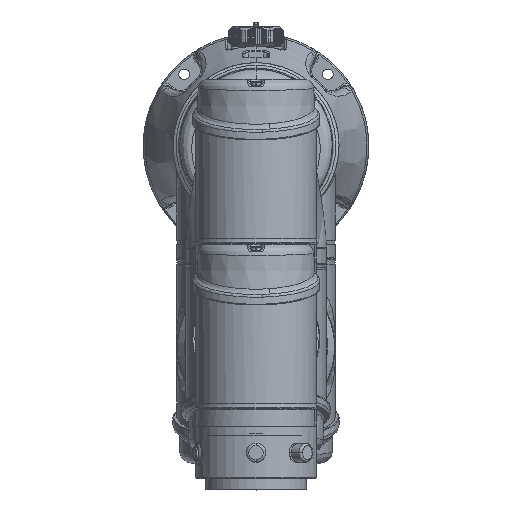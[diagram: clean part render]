
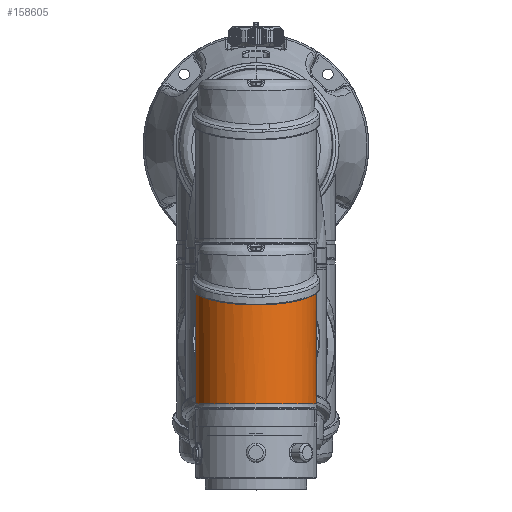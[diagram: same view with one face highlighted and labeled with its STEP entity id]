
A CAD part, top view. The second image highlights one B-rep face of the part: STEP entity #158605.
In plain terms, the highlighted cylindrical face has radius 37.5 mm (diameter 75 mm), a partial arc.
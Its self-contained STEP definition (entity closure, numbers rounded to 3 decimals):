
#1178 = CARTESIAN_POINT ( 'NONE',  ( -37.5, 0., 75.106 ) ) ;
#7918 = VECTOR ( 'NONE', #129300, 1000. ) ;
#12937 = FACE_OUTER_BOUND ( 'NONE', #144113, .T. ) ;
#22638 = LINE ( 'NONE', #68721, #48925 ) ;
#23697 = LINE ( 'NONE', #24536, #137324 ) ;
#24536 = CARTESIAN_POINT ( 'NONE',  ( -37.5, 0., 0. ) ) ;
#24961 = ORIENTED_EDGE ( 'NONE', *, *, #148531, .F. ) ;
#25764 = VERTEX_POINT ( 'NONE', #150356 ) ;
#27011 = VERTEX_POINT ( 'NONE', #46819 ) ;
#28356 = CARTESIAN_POINT ( 'NONE',  ( 37.5, 0., 3.5 ) ) ;
#34486 = CARTESIAN_POINT ( 'NONE',  ( 37.5, 0., 0. ) ) ;
#41529 = CARTESIAN_POINT ( 'NONE',  ( 0., 0., 3.5 ) ) ;
#46819 = CARTESIAN_POINT ( 'NONE',  ( 37.5, 0., 44. ) ) ;
#48925 = VECTOR ( 'NONE', #57406, 1000. ) ;
#50994 = ORIENTED_EDGE ( 'NONE', *, *, #158894, .T. ) ;
#52044 = CARTESIAN_POINT ( 'NONE',  ( 37.5, -75., 55.01 ) ) ;
#54872 = DIRECTION ( 'NONE',  ( 0., 0., 1. ) ) ;
#57406 = DIRECTION ( 'NONE',  ( 0., 0., 1. ) ) ;
#62559 = ORIENTED_EDGE ( 'NONE', *, *, #67528, .F. ) ;
#65098 = EDGE_CURVE ( 'NONE', #109149, #27011, #22638, .T. ) ;
#67528 = EDGE_CURVE ( 'NONE', #92282, #150319, #78449, .T. ) ;
#68469 = CARTESIAN_POINT ( 'NONE',  ( -37.5, 0., 75.106 ) ) ;
#68721 = CARTESIAN_POINT ( 'NONE',  ( 37.5, 0., 0. ) ) ;
#70882 = EDGE_CURVE ( '��������1_141+��������1_144+��������1_14?�A', #109149, #25764, #114625, .T. ) ;
#75394 = CARTESIAN_POINT ( 'NONE',  ( -37.5, -75., 55.01 ) ) ;
#77506 = CYLINDRICAL_SURFACE ( 'NONE', #119574, 37.5 ) ;
#78449 = LINE ( 'NONE', #142218, #7918 ) ;
#84395 = CARTESIAN_POINT ( 'NONE',  ( 37.5, 0., 75.106 ) ) ;
#87528 = EDGE_CURVE ( '��������1_27+��������1_144+��������1_14', #150319, #138555, #97694, .T. ) ;
#90439 = CARTESIAN_POINT ( 'NONE',  ( 0., 0., 0. ) ) ;
#92282 = VERTEX_POINT ( 'NONE', #145423 ) ;
#92330 = DIRECTION ( 'NONE',  ( 1., 0., 0. ) ) ;
#92792 = DIRECTION ( 'NONE',  ( -1., 0., 0. ) ) ;
#96516 = VECTOR ( 'NONE', #135970, 1000. ) ;
#97694 =( BOUNDED_CURVE ( )  B_SPLINE_CURVE ( 3, ( #1178, #75394, #52044, #112633 ),
 .UNSPECIFIED., .F., .F. ) 
 B_SPLINE_CURVE_WITH_KNOTS ( ( 4, 4 ),
 ( 1.571, 4.712 ),
 .UNSPECIFIED. ) 
 CURVE ( )  GEOMETRIC_REPRESENTATION_ITEM ( )  RATIONAL_B_SPLINE_CURVE ( ( 1., 0.333, 0.333, 1. ) ) 
 REPRESENTATION_ITEM ( '' )  );
#97977 = ORIENTED_EDGE ( 'NONE', *, *, #70882, .F. ) ;
#109149 = VERTEX_POINT ( 'NONE', #28356 ) ;
#109421 = AXIS2_PLACEMENT_3D ( 'NONE', #41529, #152932, #92330 ) ;
#112633 = CARTESIAN_POINT ( 'NONE',  ( 37.5, 0., 75.106 ) ) ;
#114625 = CIRCLE ( 'NONE', #109421, 37.5 ) ;
#119261 = LINE ( 'NONE', #34486, #96516 ) ;
#119574 = AXIS2_PLACEMENT_3D ( 'NONE', #90439, #54872, #92792 ) ;
#126647 = ORIENTED_EDGE ( 'NONE', *, *, #65098, .T. ) ;
#129300 = DIRECTION ( 'NONE',  ( 0., 0., 1. ) ) ;
#135970 = DIRECTION ( 'NONE',  ( 0., 0., 1. ) ) ;
#137324 = VECTOR ( 'NONE', #158582, 1000. ) ;
#138555 = VERTEX_POINT ( 'NONE', #84395 ) ;
#142218 = CARTESIAN_POINT ( 'NONE',  ( -37.5, 0., 0. ) ) ;
#144113 = EDGE_LOOP ( 'NONE', ( #97977, #126647, #50994, #147526, #62559, #24961 ) ) ;
#145423 = CARTESIAN_POINT ( 'NONE',  ( -37.5, 0., 44. ) ) ;
#147526 = ORIENTED_EDGE ( 'NONE', *, *, #87528, .F. ) ;
#148531 = EDGE_CURVE ( 'NONE', #25764, #92282, #23697, .T. ) ;
#150319 = VERTEX_POINT ( 'NONE', #68469 ) ;
#150356 = CARTESIAN_POINT ( 'NONE',  ( -37.5, 0., 3.5 ) ) ;
#152932 = DIRECTION ( 'NONE',  ( 0., 0., -1. ) ) ;
#158582 = DIRECTION ( 'NONE',  ( 0., 0., 1. ) ) ;
#158605 = ADVANCED_FACE ( 'NONE', ( #12937 ), #77506, .T. ) ;
#158894 = EDGE_CURVE ( 'NONE', #27011, #138555, #119261, .T. ) ;
